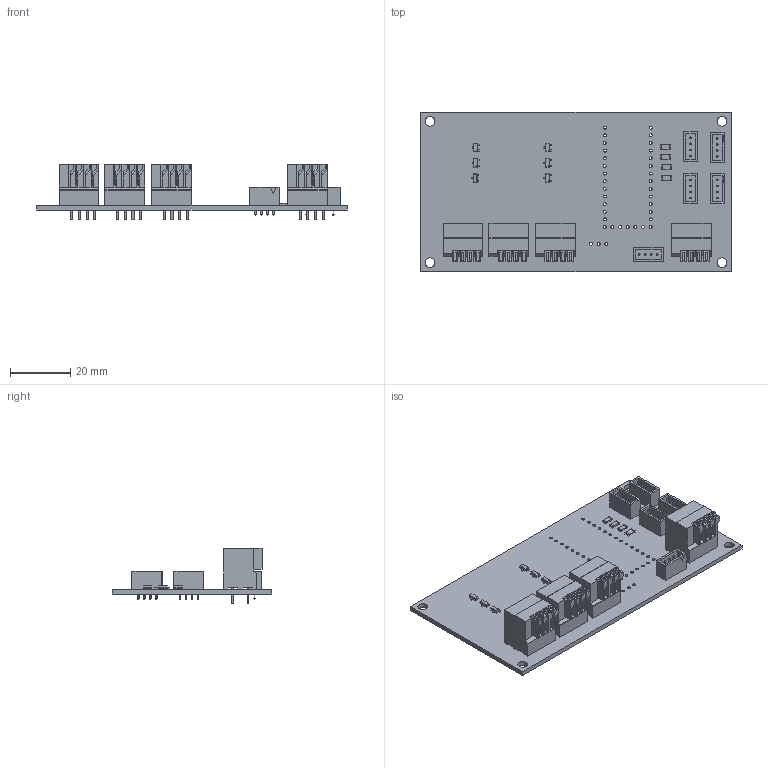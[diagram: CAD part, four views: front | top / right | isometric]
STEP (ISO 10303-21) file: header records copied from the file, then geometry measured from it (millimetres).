
FILE_DESCRIPTION(('KiCad electronic assembly'),'2;1');
FILE_NAME('ELS.step','2023-05-15T17:15:07',('Pcbnew'),('Kicad'), 'Open CASCADE STEP processor 7.6','KiCad to STEP converter','Unknown' );
FILE_SCHEMA(('AUTOMOTIVE_DESIGN { 1 0 10303 214 1 1 1 1 }'));
Length unit declared in the file: millimetre
Products named in the file (10): ELS 1; 1-2834015-4; SOLID; CRCW12064K70FKEBC; B4B-PH-K-S_LF__SN_; COMPOUND; MMBT2222ALT3G; ELS PCB
Assembly tree (24 placements, depth 3):
  ELS 1
    1-2834015-4  x4
      SOLID
    CRCW12064K70FKEBC  x4
      SOLID
    B4B-PH-K-S_LF__SN_  x5
      COMPOUND
    MMBT2222ALT3G  x6
      COMPOUND
    ELS PCB
Bounding box: 103 x 53 x 18.47 mm (x, y, z)
Volume: 16843.4 mm3; surface area: 19485.9 mm2
Topology: 58 solids, 58 shells, 1322 faces, 3225 edges, 2094 vertices
Faces by surface type: plane 1062, cylinder 220, cone 40
Full cylindrical faces by diameter (mm): 0.163 x6, 0.5 x20, 0.7 x20, 0.965 x33, 1 x3, 1.01 x16, 1.21 x16, 3.2 x4
Entity records: 24512 total; most frequent: CARTESIAN_POINT 5105, DIRECTION 3583, LINE 2330, VECTOR 2330, ORIENTED_EDGE 1868, PCURVE 1868, DEFINITIONAL_REPRESENTATION 1868, EDGE_CURVE 934
